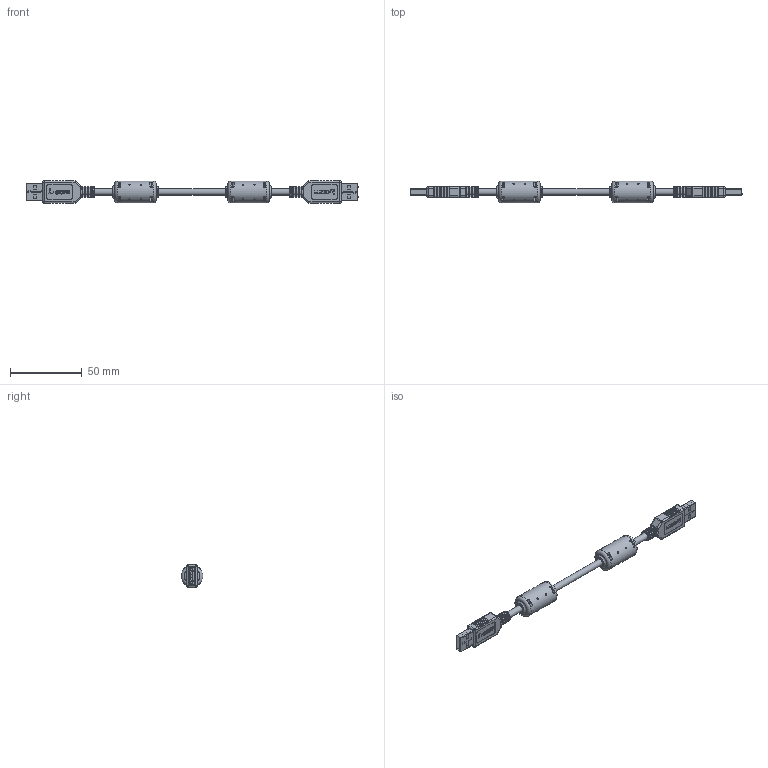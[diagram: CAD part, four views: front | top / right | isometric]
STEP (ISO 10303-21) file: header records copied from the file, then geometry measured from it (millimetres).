
FILE_DESCRIPTION (( 'STEP AP214' ), '1' );
FILE_NAME ('U2A00001.STEP', '2018-04-09T13:25:55', ( '' ), ( '' ), 'SwSTEP 2.0', 'SolidWorks 2017', '' );
FILE_SCHEMA (( 'AUTOMOTIVE_DESIGN' ));
Length unit declared in the file: inch
Products named in the file (13): 1AA05-003-MA3; 1AA05-003-MA2_CRIMPED; 1AA05-003-MA1; 1AL08-132; U2A00001; MTN-241; 3AB06-025_NEW LOGO; MTN-151_NEW LOGO; 3AB06-025; MTN-151; 1AA05-003_CRIMPED; 1AA05-003-MA5; 1AA05-003-MA4
Assembly tree (17 placements, depth 4):
  U2A00001
    1AL08-132
    3AB06-025
      1AA05-003_CRIMPED
        1AA05-003-MA1
        1AA05-003-MA2_CRIMPED
        1AA05-003-MA3
        1AA05-003-MA4  x4
        1AA05-003-MA5
      MTN-151
    3AB06-025_NEW LOGO
      1AA05-003_CRIMPED
        1AA05-003-MA1
        1AA05-003-MA2_CRIMPED
        1AA05-003-MA3
        1AA05-003-MA4  x4
        1AA05-003-MA5
      MTN-151_NEW LOGO
    MTN-241  x2
Bounding box: 232 x 15.18 x 15.7 mm (x, y, z)
Volume: 17154.4 mm3; surface area: 19261.5 mm2
Topology: 23 solids, 23 shells, 1600 faces, 4268 edges, 2708 vertices
Faces by surface type: plane 1003, cylinder 425, bspline 86, sphere 76, torus 10
Full cylindrical faces by diameter (mm): 1.016 x16, 4.496 x1, 5.105 x4, 7.5 x2, 7.874 x4, 10.5 x2, 15.24 x2
Entity records: 34785 total; most frequent: CARTESIAN_POINT 9128, ORIENTED_EDGE 5300, DIRECTION 4998, EDGE_CURVE 2650, VECTOR 1842, LINE 1842, VERTEX_POINT 1724, AXIS2_PLACEMENT_3D 1578
